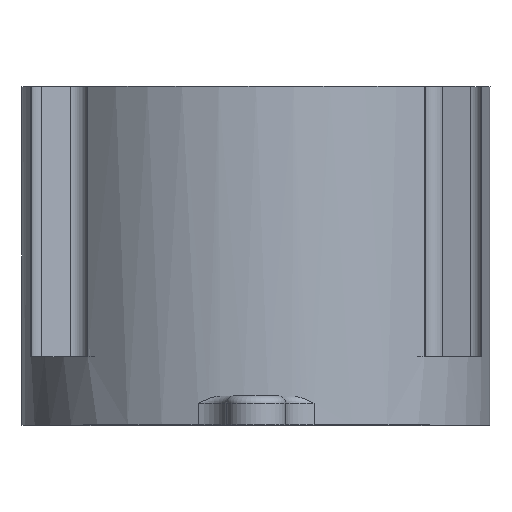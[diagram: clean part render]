
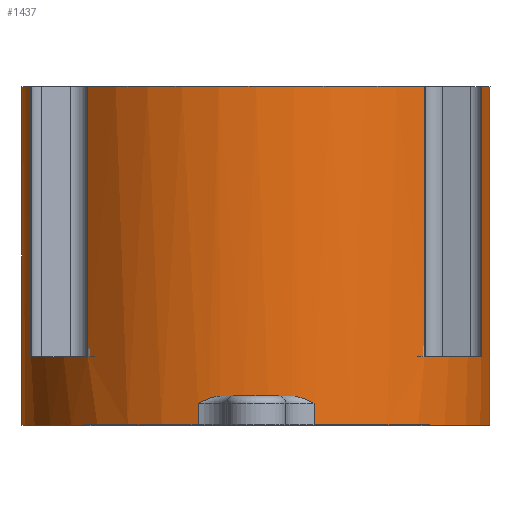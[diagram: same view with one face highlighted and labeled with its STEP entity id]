
A CAD part, top view. The second image highlights one B-rep face of the part: STEP entity #1437.
In plain terms, the highlighted cylindrical face has radius 32.5 mm (diameter 65 mm), a full revolution.
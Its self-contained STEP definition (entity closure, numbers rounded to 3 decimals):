
#21=B_SPLINE_CURVE_WITH_KNOTS('',3,(#2166,#2167,#2168,#2169,#2170,#2171,
#2172,#2173),.UNSPECIFIED.,.F.,.F.,(4,2,2,4),(-0.001,0.,0.292,
0.371),.UNSPECIFIED.);
#22=B_SPLINE_CURVE_WITH_KNOTS('',3,(#2181,#2182,#2183,#2184,#2185,#2186,
#2187,#2188),.UNSPECIFIED.,.F.,.F.,(4,2,2,4),(0.863,0.908,
1.077,1.078),.UNSPECIFIED.);
#62=LINE('',#2195,#133);
#64=LINE('',#2202,#135);
#85=LINE('',#2450,#156);
#94=LINE('',#2484,#165);
#101=LINE('',#2514,#172);
#109=LINE('',#2544,#180);
#117=LINE('',#2582,#188);
#121=LINE('',#2593,#192);
#130=LINE('',#2750,#201);
#133=VECTOR('',#1697,10.);
#135=VECTOR('',#1705,10.);
#156=VECTOR('',#1888,10.);
#165=VECTOR('',#1919,10.);
#172=VECTOR('',#1950,10.);
#180=VECTOR('',#1980,10.);
#188=VECTOR('',#2024,10.);
#192=VECTOR('',#2036,10.);
#201=VECTOR('',#2139,32.5);
#247=CYLINDRICAL_SURFACE('',#1648,32.5);
#330=FACE_OUTER_BOUND('',#427,.T.);
#427=EDGE_LOOP('',(#1315,#1316,#1317,#1318,#1319,#1320,#1321,#1322,#1323,
#1324,#1325,#1326,#1327,#1328,#1329,#1330,#1331,#1332,#1333,#1334,#1335,
#1336));
#434=CIRCLE('',#1449,32.5);
#505=CIRCLE('',#1559,32.5);
#526=CIRCLE('',#1589,32.5);
#527=CIRCLE('',#1590,32.5);
#528=CIRCLE('',#1592,32.5);
#553=CIRCLE('',#1638,32.5);
#554=CIRCLE('',#1639,32.5);
#555=CIRCLE('',#1640,32.5);
#558=CIRCLE('',#1646,32.5);
#559=CIRCLE('',#1647,32.5);
#564=VERTEX_POINT('',#2154);
#566=VERTEX_POINT('',#2157);
#569=VERTEX_POINT('',#2165);
#571=VERTEX_POINT('',#2180);
#573=VERTEX_POINT('',#2193);
#575=VERTEX_POINT('',#2201);
#626=VERTEX_POINT('',#2446);
#627=VERTEX_POINT('',#2448);
#640=VERTEX_POINT('',#2481);
#641=VERTEX_POINT('',#2483);
#642=VERTEX_POINT('',#2487);
#651=VERTEX_POINT('',#2510);
#652=VERTEX_POINT('',#2512);
#662=VERTEX_POINT('',#2541);
#663=VERTEX_POINT('',#2543);
#671=VERTEX_POINT('',#2564);
#672=VERTEX_POINT('',#2566);
#675=VERTEX_POINT('',#2580);
#678=VERTEX_POINT('',#2592);
#691=VERTEX_POINT('',#2746);
#699=EDGE_CURVE('',#566,#564,#434,.T.);
#703=EDGE_CURVE('',#566,#569,#21,.F.);
#707=EDGE_CURVE('',#571,#564,#22,.F.);
#711=EDGE_CURVE('',#573,#571,#62,.T.);
#714=EDGE_CURVE('',#575,#569,#64,.T.);
#796=EDGE_CURVE('',#627,#626,#85,.T.);
#812=EDGE_CURVE('',#641,#640,#94,.T.);
#814=EDGE_CURVE('',#626,#642,#505,.T.);
#827=EDGE_CURVE('',#652,#651,#101,.T.);
#842=EDGE_CURVE('',#663,#662,#109,.T.);
#854=EDGE_CURVE('',#671,#672,#526,.T.);
#855=EDGE_CURVE('',#672,#662,#527,.T.);
#856=EDGE_CURVE('',#651,#640,#528,.T.);
#862=EDGE_CURVE('',#675,#671,#117,.T.);
#867=EDGE_CURVE('',#678,#642,#121,.T.);
#897=EDGE_CURVE('',#652,#663,#553,.T.);
#898=EDGE_CURVE('',#627,#641,#554,.T.);
#899=EDGE_CURVE('',#675,#678,#555,.T.);
#904=EDGE_CURVE('',#575,#691,#558,.F.);
#905=EDGE_CURVE('',#691,#573,#559,.F.);
#906=EDGE_CURVE('',#672,#691,#130,.T.);
#1315=ORIENTED_EDGE('',*,*,#796,.F.);
#1316=ORIENTED_EDGE('',*,*,#898,.T.);
#1317=ORIENTED_EDGE('',*,*,#812,.T.);
#1318=ORIENTED_EDGE('',*,*,#856,.F.);
#1319=ORIENTED_EDGE('',*,*,#827,.F.);
#1320=ORIENTED_EDGE('',*,*,#897,.T.);
#1321=ORIENTED_EDGE('',*,*,#842,.T.);
#1322=ORIENTED_EDGE('',*,*,#855,.F.);
#1323=ORIENTED_EDGE('',*,*,#906,.T.);
#1324=ORIENTED_EDGE('',*,*,#904,.F.);
#1325=ORIENTED_EDGE('',*,*,#714,.T.);
#1326=ORIENTED_EDGE('',*,*,#703,.F.);
#1327=ORIENTED_EDGE('',*,*,#699,.T.);
#1328=ORIENTED_EDGE('',*,*,#707,.F.);
#1329=ORIENTED_EDGE('',*,*,#711,.F.);
#1330=ORIENTED_EDGE('',*,*,#905,.F.);
#1331=ORIENTED_EDGE('',*,*,#906,.F.);
#1332=ORIENTED_EDGE('',*,*,#854,.F.);
#1333=ORIENTED_EDGE('',*,*,#862,.F.);
#1334=ORIENTED_EDGE('',*,*,#899,.T.);
#1335=ORIENTED_EDGE('',*,*,#867,.T.);
#1336=ORIENTED_EDGE('',*,*,#814,.F.);
#1437=ADVANCED_FACE('',(#330),#247,.T.);
#1449=AXIS2_PLACEMENT_3D('',#2158,#1670,#1671);
#1559=AXIS2_PLACEMENT_3D('',#2488,#1924,#1925);
#1589=AXIS2_PLACEMENT_3D('',#2567,#2003,#2004);
#1590=AXIS2_PLACEMENT_3D('',#2568,#2005,#2006);
#1592=AXIS2_PLACEMENT_3D('',#2570,#2009,#2010);
#1638=AXIS2_PLACEMENT_3D('',#2734,#2115,#2116);
#1639=AXIS2_PLACEMENT_3D('',#2735,#2117,#2118);
#1640=AXIS2_PLACEMENT_3D('',#2736,#2119,#2120);
#1646=AXIS2_PLACEMENT_3D('',#2747,#2133,#2134);
#1647=AXIS2_PLACEMENT_3D('',#2748,#2135,#2136);
#1648=AXIS2_PLACEMENT_3D('',#2749,#2137,#2138);
#1670=DIRECTION('center_axis',(0.,1.,0.));
#1671=DIRECTION('ref_axis',(1.,0.,0.));
#1697=DIRECTION('',(0.,1.,0.));
#1705=DIRECTION('',(0.,1.,0.));
#1888=DIRECTION('',(0.,1.,0.));
#1919=DIRECTION('',(0.,1.,0.));
#1924=DIRECTION('center_axis',(0.,1.,0.));
#1925=DIRECTION('ref_axis',(1.,0.,0.));
#1950=DIRECTION('',(0.,1.,0.));
#1980=DIRECTION('',(0.,1.,0.));
#2003=DIRECTION('center_axis',(0.,1.,0.));
#2004=DIRECTION('ref_axis',(1.,0.,0.));
#2005=DIRECTION('center_axis',(0.,1.,0.));
#2006=DIRECTION('ref_axis',(1.,0.,0.));
#2009=DIRECTION('center_axis',(0.,1.,0.));
#2010=DIRECTION('ref_axis',(1.,0.,0.));
#2024=DIRECTION('',(0.,1.,0.));
#2036=DIRECTION('',(0.,1.,0.));
#2115=DIRECTION('center_axis',(0.,-1.,0.));
#2116=DIRECTION('ref_axis',(1.,0.,0.));
#2117=DIRECTION('center_axis',(0.,-1.,0.));
#2118=DIRECTION('ref_axis',(1.,0.,0.));
#2119=DIRECTION('center_axis',(0.,-1.,0.));
#2120=DIRECTION('ref_axis',(1.,0.,0.));
#2133=DIRECTION('center_axis',(0.,1.,0.));
#2134=DIRECTION('ref_axis',(1.,0.,0.));
#2135=DIRECTION('center_axis',(0.,1.,0.));
#2136=DIRECTION('ref_axis',(1.,0.,0.));
#2137=DIRECTION('center_axis',(0.,1.,0.));
#2138=DIRECTION('ref_axis',(1.,0.,0.));
#2139=DIRECTION('',(0.,-1.,0.));
#2154=CARTESIAN_POINT('',(4.956,67.,32.12));
#2157=CARTESIAN_POINT('',(-4.968,67.,32.118));
#2158=CARTESIAN_POINT('Origin',(0.,67.,0.));
#2165=CARTESIAN_POINT('',(-8.053,66.,31.486));
#2166=CARTESIAN_POINT('Ctrl Pts',(-8.053,66.,31.486));
#2167=CARTESIAN_POINT('Ctrl Pts',(-8.05,66.001,31.487));
#2168=CARTESIAN_POINT('Ctrl Pts',(-8.048,66.003,31.488));
#2169=CARTESIAN_POINT('Ctrl Pts',(-7.19,66.419,31.707));
#2170=CARTESIAN_POINT('Ctrl Pts',(-6.358,66.81,31.883));
#2171=CARTESIAN_POINT('Ctrl Pts',(-5.324,66.986,32.062));
#2172=CARTESIAN_POINT('Ctrl Pts',(-5.133,67.,32.092));
#2173=CARTESIAN_POINT('Ctrl Pts',(-4.968,67.,32.118));
#2180=CARTESIAN_POINT('',(8.042,66.,31.489));
#2181=CARTESIAN_POINT('Ctrl Pts',(4.956,67.,32.12));
#2182=CARTESIAN_POINT('Ctrl Pts',(5.122,67.,32.094));
#2183=CARTESIAN_POINT('Ctrl Pts',(5.313,66.986,32.064));
#2184=CARTESIAN_POINT('Ctrl Pts',(6.347,66.81,31.885));
#2185=CARTESIAN_POINT('Ctrl Pts',(7.179,66.419,31.709));
#2186=CARTESIAN_POINT('Ctrl Pts',(8.036,66.003,31.491));
#2187=CARTESIAN_POINT('Ctrl Pts',(8.039,66.001,31.49));
#2188=CARTESIAN_POINT('Ctrl Pts',(8.042,66.,31.489));
#2193=CARTESIAN_POINT('',(8.042,63.,31.489));
#2195=CARTESIAN_POINT('',(8.042,63.,31.489));
#2201=CARTESIAN_POINT('',(-8.053,63.,31.486));
#2202=CARTESIAN_POINT('',(-8.053,63.,31.486));
#2446=CARTESIAN_POINT('',(31.232,110.,8.991));
#2448=CARTESIAN_POINT('',(31.232,72.5,8.991));
#2450=CARTESIAN_POINT('',(31.232,72.5,8.991));
#2481=CARTESIAN_POINT('',(23.402,110.,22.552));
#2483=CARTESIAN_POINT('',(23.402,72.5,22.552));
#2484=CARTESIAN_POINT('',(23.402,72.5,22.552));
#2487=CARTESIAN_POINT('',(7.829,110.,-31.543));
#2488=CARTESIAN_POINT('Origin',(0.,110.,0.));
#2510=CARTESIAN_POINT('',(-23.402,110.,22.552));
#2512=CARTESIAN_POINT('',(-23.402,72.5,22.552));
#2514=CARTESIAN_POINT('',(-23.402,72.5,22.552));
#2541=CARTESIAN_POINT('',(-31.232,110.,8.991));
#2543=CARTESIAN_POINT('',(-31.232,72.5,8.991));
#2544=CARTESIAN_POINT('',(-31.232,72.5,8.991));
#2564=CARTESIAN_POINT('',(-7.829,110.,-31.543));
#2566=CARTESIAN_POINT('',(-32.5,110.,0.));
#2567=CARTESIAN_POINT('Origin',(0.,110.,0.));
#2568=CARTESIAN_POINT('Origin',(0.,110.,0.));
#2570=CARTESIAN_POINT('Origin',(0.,110.,0.));
#2580=CARTESIAN_POINT('',(-7.829,72.5,-31.543));
#2582=CARTESIAN_POINT('',(-7.829,72.5,-31.543));
#2592=CARTESIAN_POINT('',(7.829,72.5,-31.543));
#2593=CARTESIAN_POINT('',(7.829,72.5,-31.543));
#2734=CARTESIAN_POINT('Origin',(0.,72.5,0.));
#2735=CARTESIAN_POINT('Origin',(0.,72.5,0.));
#2736=CARTESIAN_POINT('Origin',(0.,72.5,0.));
#2746=CARTESIAN_POINT('',(-32.5,63.,0.));
#2747=CARTESIAN_POINT('Origin',(0.,63.,0.));
#2748=CARTESIAN_POINT('Origin',(0.,63.,0.));
#2749=CARTESIAN_POINT('Origin',(0.,0.,0.));
#2750=CARTESIAN_POINT('',(-32.5,0.,0.));
